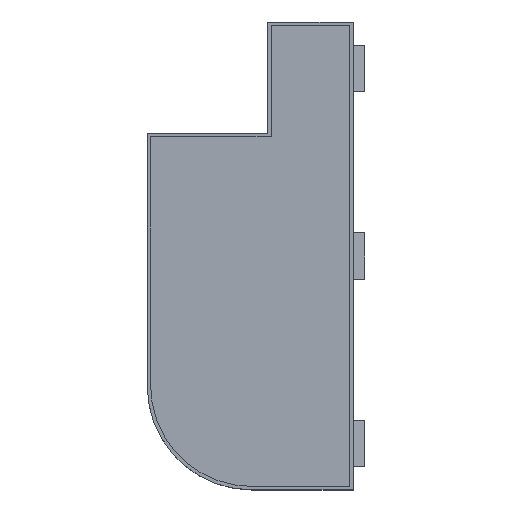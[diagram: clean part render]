
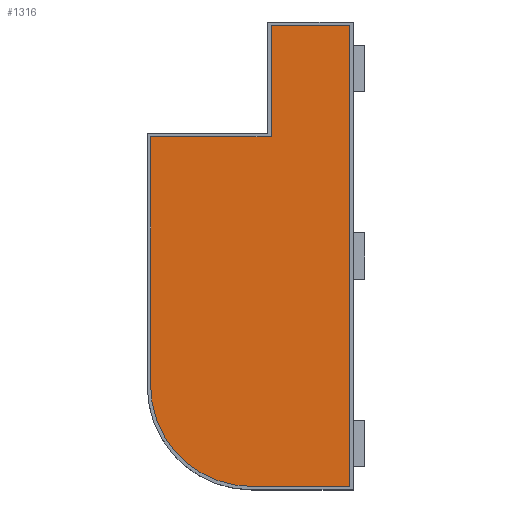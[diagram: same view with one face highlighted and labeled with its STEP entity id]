
A CAD part, top view. The second image highlights one B-rep face of the part: STEP entity #1316.
In plain terms, the highlighted planar face has unit normal (0, 0, 1).
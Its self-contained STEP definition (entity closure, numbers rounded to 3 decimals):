
#912 = VERTEX_POINT('',#913);
#913 = CARTESIAN_POINT('',(81.482,156.463,2.));
#919 = EDGE_CURVE('',#912,#920,#922,.T.);
#920 = VERTEX_POINT('',#921);
#921 = CARTESIAN_POINT('',(29.482,156.463,2.));
#922 = LINE('',#923,#924);
#923 = CARTESIAN_POINT('',(81.482,156.463,2.));
#924 = VECTOR('',#925,1.);
#925 = DIRECTION('',(-1.,0.,0.));
#943 = EDGE_CURVE('',#920,#944,#946,.T.);
#944 = VERTEX_POINT('',#945);
#945 = CARTESIAN_POINT('',(29.482,48.963,2.));
#946 = LINE('',#947,#948);
#947 = CARTESIAN_POINT('',(29.482,156.463,2.));
#948 = VECTOR('',#949,1.);
#949 = DIRECTION('',(0.,-1.,0.));
#967 = EDGE_CURVE('',#944,#968,#970,.T.);
#968 = VERTEX_POINT('',#969);
#969 = CARTESIAN_POINT('',(72.982,5.463,2.));
#970 = CIRCLE('',#971,43.5);
#971 = AXIS2_PLACEMENT_3D('',#972,#973,#974);
#972 = CARTESIAN_POINT('',(72.982,48.963,2.));
#973 = DIRECTION('',(0.,0.,1.));
#974 = DIRECTION('',(1.,0.,0.));
#992 = VERTEX_POINT('',#993);
#993 = CARTESIAN_POINT('',(115.482,5.463,2.));
#999 = EDGE_CURVE('',#992,#968,#1000,.T.);
#1000 = LINE('',#1001,#1002);
#1001 = CARTESIAN_POINT('',(115.482,5.463,2.));
#1002 = VECTOR('',#1003,1.);
#1003 = DIRECTION('',(-1.,0.,0.));
#1016 = VERTEX_POINT('',#1017);
#1017 = CARTESIAN_POINT('',(115.482,204.463,2.));
#1023 = EDGE_CURVE('',#1016,#992,#1024,.T.);
#1024 = LINE('',#1025,#1026);
#1025 = CARTESIAN_POINT('',(115.482,204.463,2.));
#1026 = VECTOR('',#1027,1.);
#1027 = DIRECTION('',(0.,-1.,0.));
#1040 = VERTEX_POINT('',#1041);
#1041 = CARTESIAN_POINT('',(81.482,204.463,2.));
#1047 = EDGE_CURVE('',#1040,#1016,#1048,.T.);
#1048 = LINE('',#1049,#1050);
#1049 = CARTESIAN_POINT('',(81.482,204.463,2.));
#1050 = VECTOR('',#1051,1.);
#1051 = DIRECTION('',(1.,0.,0.));
#1064 = EDGE_CURVE('',#912,#1040,#1065,.T.);
#1065 = LINE('',#1066,#1067);
#1066 = CARTESIAN_POINT('',(81.482,156.463,2.));
#1067 = VECTOR('',#1068,1.);
#1068 = DIRECTION('',(0.,1.,0.));
#1316 = ADVANCED_FACE('',(#1317),#1326,.T.);
#1317 = FACE_BOUND('',#1318,.F.);
#1318 = EDGE_LOOP('',(#1319,#1320,#1321,#1322,#1323,#1324,#1325));
#1319 = ORIENTED_EDGE('',*,*,#1064,.T.);
#1320 = ORIENTED_EDGE('',*,*,#1047,.T.);
#1321 = ORIENTED_EDGE('',*,*,#1023,.T.);
#1322 = ORIENTED_EDGE('',*,*,#999,.T.);
#1323 = ORIENTED_EDGE('',*,*,#967,.F.);
#1324 = ORIENTED_EDGE('',*,*,#943,.F.);
#1325 = ORIENTED_EDGE('',*,*,#919,.F.);
#1326 = PLANE('',#1327);
#1327 = AXIS2_PLACEMENT_3D('',#1328,#1329,#1330);
#1328 = CARTESIAN_POINT('',(78.834,104.243,2.));
#1329 = DIRECTION('',(0.,0.,1.));
#1330 = DIRECTION('',(1.,0.,0.));
